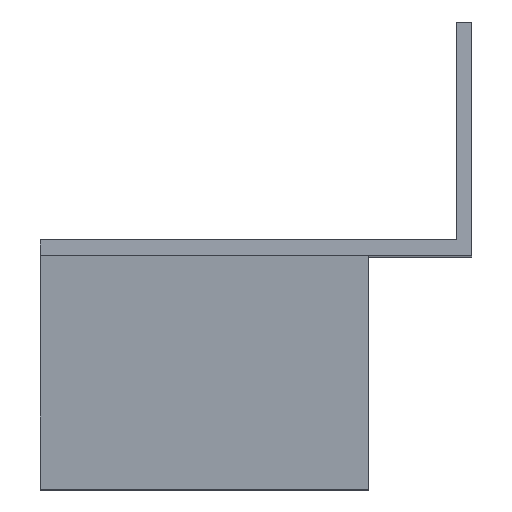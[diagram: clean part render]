
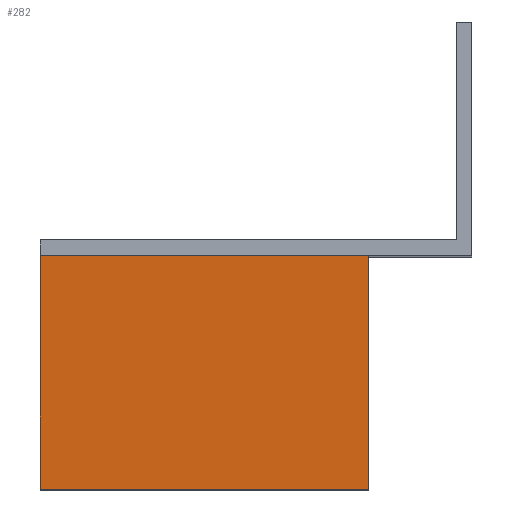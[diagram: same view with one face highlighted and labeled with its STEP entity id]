
A CAD part, top view. The second image highlights one B-rep face of the part: STEP entity #282.
In plain terms, the highlighted planar face has unit normal (0, -0.07, 0.998).
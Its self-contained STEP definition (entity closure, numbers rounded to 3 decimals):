
#7 = CARTESIAN_POINT ( 'NONE',  ( 0., -82.2, 32.2 ) ) ;
#8 = EDGE_CURVE ( 'NONE', #327, #148, #30, .T. ) ;
#16 = VERTEX_POINT ( 'NONE', #494 ) ;
#20 = CARTESIAN_POINT ( 'NONE',  ( 53.5, -52.2, 34.298 ) ) ;
#28 = EDGE_CURVE ( 'NONE', #16, #387, #339, .T. ) ;
#30 = LINE ( 'NONE', #331, #458 ) ;
#47 = LINE ( 'NONE', #508, #272 ) ;
#48 = ORIENTED_EDGE ( 'NONE', *, *, #213, .T. ) ;
#69 = CARTESIAN_POINT ( 'NONE',  ( 0., -82.2, 32.2 ) ) ;
#76 = DIRECTION ( 'NONE',  ( -1., 0., 0. ) ) ;
#92 = EDGE_LOOP ( 'NONE', ( #136, #216, #452, #48 ) ) ;
#127 = VECTOR ( 'NONE', #239, 1000. ) ;
#136 = ORIENTED_EDGE ( 'NONE', *, *, #28, .T. ) ;
#148 = VERTEX_POINT ( 'NONE', #7 ) ;
#203 = DIRECTION ( 'NONE',  ( 0., -0.07, 0.998 ) ) ;
#206 = FACE_OUTER_BOUND ( 'NONE', #92, .T. ) ;
#213 = EDGE_CURVE ( 'NONE', #327, #16, #47, .T. ) ;
#215 = CARTESIAN_POINT ( 'NONE',  ( 40.2, -82.2, 32.2 ) ) ;
#216 = ORIENTED_EDGE ( 'NONE', *, *, #221, .F. ) ;
#221 = EDGE_CURVE ( 'NONE', #148, #387, #475, .T. ) ;
#239 = DIRECTION ( 'NONE',  ( -1., 0., 0. ) ) ;
#259 = CARTESIAN_POINT ( 'NONE',  ( 42.2, -82.2, 32.2 ) ) ;
#272 = VECTOR ( 'NONE', #368, 1000. ) ;
#276 = DIRECTION ( 'NONE',  ( 0., -0.998, -0.07 ) ) ;
#282 = ADVANCED_FACE ( 'NONE', ( #206 ), #396, .T. ) ;
#327 = VERTEX_POINT ( 'NONE', #259 ) ;
#331 = CARTESIAN_POINT ( 'NONE',  ( 40.2, -82.2, 32.2 ) ) ;
#339 = LINE ( 'NONE', #20, #127 ) ;
#355 = CARTESIAN_POINT ( 'NONE',  ( 0., -52.2, 34.298 ) ) ;
#367 = VECTOR ( 'NONE', #408, 1000. ) ;
#368 = DIRECTION ( 'NONE',  ( 0., 0.998, 0.07 ) ) ;
#387 = VERTEX_POINT ( 'NONE', #355 ) ;
#396 = PLANE ( 'NONE',  #441 ) ;
#408 = DIRECTION ( 'NONE',  ( 0., 0.998, 0.07 ) ) ;
#441 = AXIS2_PLACEMENT_3D ( 'NONE', #215, #203, #276 ) ;
#452 = ORIENTED_EDGE ( 'NONE', *, *, #8, .F. ) ;
#458 = VECTOR ( 'NONE', #76, 1000. ) ;
#475 = LINE ( 'NONE', #69, #367 ) ;
#494 = CARTESIAN_POINT ( 'NONE',  ( 42.2, -52.2, 34.298 ) ) ;
#508 = CARTESIAN_POINT ( 'NONE',  ( 42.2, -82.2, 32.2 ) ) ;
